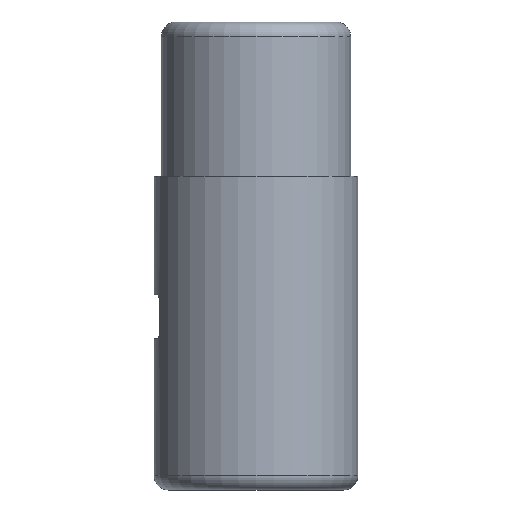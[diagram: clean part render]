
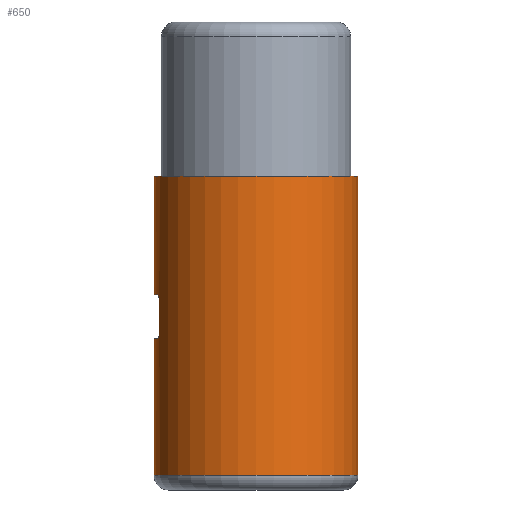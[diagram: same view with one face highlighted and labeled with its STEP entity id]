
A CAD part, front view. The second image highlights one B-rep face of the part: STEP entity #650.
In plain terms, the highlighted cylindrical face has radius 34.75 mm (diameter 69.5 mm), a partial arc.
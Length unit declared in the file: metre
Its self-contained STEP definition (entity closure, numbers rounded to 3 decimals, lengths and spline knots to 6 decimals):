
#24=B_SPLINE_CURVE_WITH_KNOTS('',3,(#1006,#1007,#1008,#1009,#1010),
 .UNSPECIFIED.,.F.,.F.,(4,1,4),(0.,0.001596,0.003192),
 .UNSPECIFIED.);
#25=B_SPLINE_CURVE_WITH_KNOTS('',3,(#1014,#1015,#1016,#1017,#1018),
 .UNSPECIFIED.,.F.,.F.,(4,1,4),(0.,0.001596,0.003192),
 .UNSPECIFIED.);
#28=CYLINDRICAL_SURFACE('',#702,0.03475);
#46=CIRCLE('',#703,0.03475);
#47=CIRCLE('',#704,0.03475);
#48=CIRCLE('',#705,0.03475);
#49=CIRCLE('',#706,0.03475);
#79=ORIENTED_EDGE('',*,*,#279,.F.);
#80=ORIENTED_EDGE('',*,*,#280,.T.);
#81=ORIENTED_EDGE('',*,*,#281,.T.);
#82=ORIENTED_EDGE('',*,*,#282,.T.);
#83=ORIENTED_EDGE('',*,*,#283,.T.);
#84=ORIENTED_EDGE('',*,*,#284,.T.);
#85=ORIENTED_EDGE('',*,*,#285,.F.);
#86=ORIENTED_EDGE('',*,*,#286,.T.);
#87=ORIENTED_EDGE('',*,*,#287,.T.);
#88=ORIENTED_EDGE('',*,*,#288,.T.);
#279=EDGE_CURVE('',#379,#380,#46,.T.);
#280=EDGE_CURVE('',#379,#381,#442,.T.);
#281=EDGE_CURVE('',#381,#382,#47,.T.);
#282=EDGE_CURVE('',#382,#383,#24,.T.);
#283=EDGE_CURVE('',#383,#384,#443,.T.);
#284=EDGE_CURVE('',#384,#385,#25,.T.);
#285=EDGE_CURVE('',#386,#385,#48,.T.);
#286=EDGE_CURVE('',#386,#387,#444,.T.);
#287=EDGE_CURVE('',#387,#388,#49,.T.);
#288=EDGE_CURVE('',#388,#380,#445,.F.);
#379=VERTEX_POINT('',#1000);
#380=VERTEX_POINT('',#1001);
#381=VERTEX_POINT('',#1003);
#382=VERTEX_POINT('',#1005);
#383=VERTEX_POINT('',#1011);
#384=VERTEX_POINT('',#1013);
#385=VERTEX_POINT('',#1019);
#386=VERTEX_POINT('',#1021);
#387=VERTEX_POINT('',#1023);
#388=VERTEX_POINT('',#1025);
#442=LINE('',#1002,#501);
#443=LINE('',#1012,#502);
#444=LINE('',#1022,#503);
#445=LINE('',#1026,#504);
#501=VECTOR('',#789,1.);
#502=VECTOR('',#792,1.);
#503=VECTOR('',#795,1.);
#504=VECTOR('',#798,1.);
#557=EDGE_LOOP('',(#79,#80,#81,#82,#83,#84,#85,#86,#87,#88));
#595=FACE_BOUND('',#557,.T.);
#650=ADVANCED_FACE('',(#595),#28,.T.);
#702=AXIS2_PLACEMENT_3D('',#998,#785,#786);
#703=AXIS2_PLACEMENT_3D('',#999,#787,#788);
#704=AXIS2_PLACEMENT_3D('',#1004,#790,#791);
#705=AXIS2_PLACEMENT_3D('',#1020,#793,#794);
#706=AXIS2_PLACEMENT_3D('',#1024,#796,#797);
#785=DIRECTION('',(0.,0.,-1.));
#786=DIRECTION('',(-1.,0.,0.));
#787=DIRECTION('',(0.,0.,1.));
#788=DIRECTION('',(1.,0.,0.));
#789=DIRECTION('',(0.,0.,-1.));
#790=DIRECTION('',(0.,0.,1.));
#791=DIRECTION('',(1.,0.,0.));
#792=DIRECTION('',(0.,0.,-1.));
#793=DIRECTION('',(0.,0.,1.));
#794=DIRECTION('',(1.,0.,0.));
#795=DIRECTION('',(0.,0.,-1.));
#796=DIRECTION('',(0.,0.,1.));
#797=DIRECTION('',(1.,0.,0.));
#798=DIRECTION('',(0.,0.,-1.));
#998=CARTESIAN_POINT('',(0.,0.,0.01));
#999=CARTESIAN_POINT('',(0.,0.,0.107));
#1000=CARTESIAN_POINT('',(-0.03475,0.,0.107));
#1001=CARTESIAN_POINT('',(0.03475,0.,0.107));
#1002=CARTESIAN_POINT('',(-0.03475,0.,0.01));
#1003=CARTESIAN_POINT('',(-0.03475,0.,0.0665));
#1004=CARTESIAN_POINT('',(0.,0.,0.0665));
#1005=CARTESIAN_POINT('',(-0.033564,-0.009,0.0665));
#1006=CARTESIAN_POINT('',(-0.033564,-0.009,0.0665));
#1007=CARTESIAN_POINT('',(-0.033425,-0.009521,0.0665));
#1008=CARTESIAN_POINT('',(-0.03312,-0.01054,0.066086));
#1009=CARTESIAN_POINT('',(-0.032963,-0.011,0.06504));
#1010=CARTESIAN_POINT('',(-0.032963,-0.011,0.0645));
#1011=CARTESIAN_POINT('',(-0.032963,-0.011,0.0645));
#1012=CARTESIAN_POINT('',(-0.032963,-0.011,0.01));
#1013=CARTESIAN_POINT('',(-0.032963,-0.011,0.0535));
#1014=CARTESIAN_POINT('',(-0.032963,-0.011,0.0535));
#1015=CARTESIAN_POINT('',(-0.032963,-0.011,0.05296));
#1016=CARTESIAN_POINT('',(-0.03312,-0.010542,0.051916));
#1017=CARTESIAN_POINT('',(-0.033425,-0.009521,0.0515));
#1018=CARTESIAN_POINT('',(-0.033564,-0.009,0.0515));
#1019=CARTESIAN_POINT('',(-0.033564,-0.009,0.0515));
#1020=CARTESIAN_POINT('',(0.,0.,0.0515));
#1021=CARTESIAN_POINT('',(-0.03475,0.,0.0515));
#1022=CARTESIAN_POINT('',(-0.03475,0.,0.01));
#1023=CARTESIAN_POINT('',(-0.03475,0.,0.005));
#1024=CARTESIAN_POINT('',(0.,0.,0.005));
#1025=CARTESIAN_POINT('',(0.03475,0.,0.005));
#1026=CARTESIAN_POINT('',(0.03475,0.,0.01));
